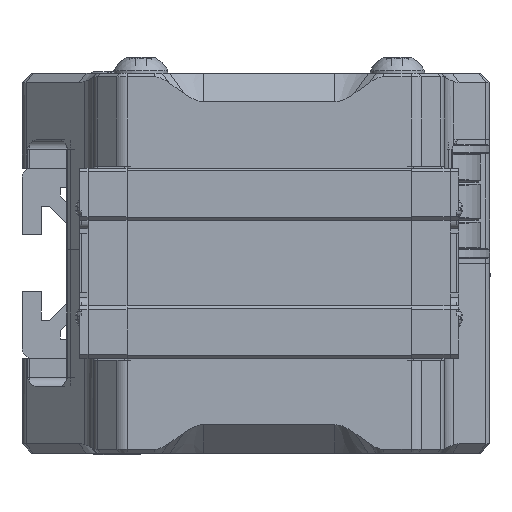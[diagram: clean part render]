
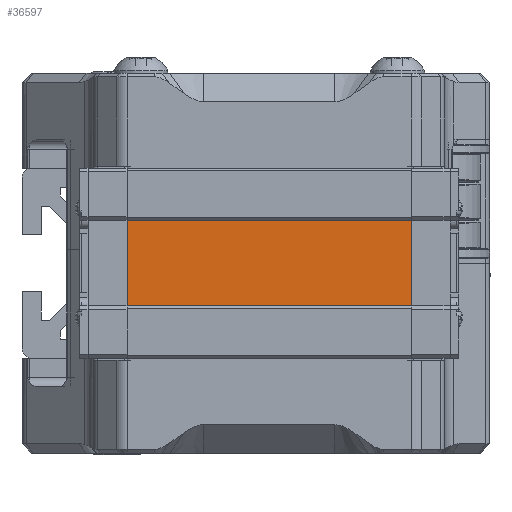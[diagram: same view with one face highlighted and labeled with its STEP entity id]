
A CAD part, left-side view. The second image highlights one B-rep face of the part: STEP entity #36597.
In plain terms, the highlighted planar face has unit normal (-1, 0, 0).
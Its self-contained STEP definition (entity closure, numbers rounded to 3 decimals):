
#1828=PLANE('',#40060);
#4150=FACE_OUTER_BOUND('',#6301,.T.);
#6301=EDGE_LOOP('',(#30479,#30480,#30481,#30482));
#9022=LINE('',#60814,#12196);
#9023=LINE('',#60816,#12197);
#9024=LINE('',#60818,#12198);
#9025=LINE('',#60819,#12199);
#12196=VECTOR('',#48047,29.9);
#12197=VECTOR('',#48048,9.);
#12198=VECTOR('',#48049,29.9);
#12199=VECTOR('',#48050,9.);
#17368=VERTEX_POINT('',#60812);
#17369=VERTEX_POINT('',#60813);
#17370=VERTEX_POINT('',#60815);
#17371=VERTEX_POINT('',#60817);
#21993=EDGE_CURVE('',#17368,#17369,#9022,.T.);
#21994=EDGE_CURVE('',#17369,#17370,#9023,.T.);
#21995=EDGE_CURVE('',#17371,#17370,#9024,.T.);
#21996=EDGE_CURVE('',#17368,#17371,#9025,.T.);
#30479=ORIENTED_EDGE('',*,*,#21993,.T.);
#30480=ORIENTED_EDGE('',*,*,#21994,.T.);
#30481=ORIENTED_EDGE('',*,*,#21995,.F.);
#30482=ORIENTED_EDGE('',*,*,#21996,.F.);
#36597=ADVANCED_FACE('',(#4150),#1828,.F.);
#40060=AXIS2_PLACEMENT_3D('',#60811,#48045,#48046);
#48045=DIRECTION('center_axis',(1.,0.,0.));
#48046=DIRECTION('ref_axis',(0.,1.,0.));
#48047=DIRECTION('',(0.,-1.,0.));
#48048=DIRECTION('',(0.,0.,1.));
#48049=DIRECTION('',(0.,-1.,0.));
#48050=DIRECTION('',(0.,0.,1.));
#60811=CARTESIAN_POINT('Origin',(148.968,219.998,-180.957));
#60812=CARTESIAN_POINT('',(148.968,219.998,-185.457));
#60813=CARTESIAN_POINT('',(148.968,190.098,-185.457));
#60814=CARTESIAN_POINT('',(148.968,219.998,-185.457));
#60815=CARTESIAN_POINT('',(148.968,190.098,-176.457));
#60816=CARTESIAN_POINT('',(148.968,190.098,-185.457));
#60817=CARTESIAN_POINT('',(148.968,219.998,-176.457));
#60818=CARTESIAN_POINT('',(148.968,219.998,-176.457));
#60819=CARTESIAN_POINT('',(148.968,219.998,-185.457));
